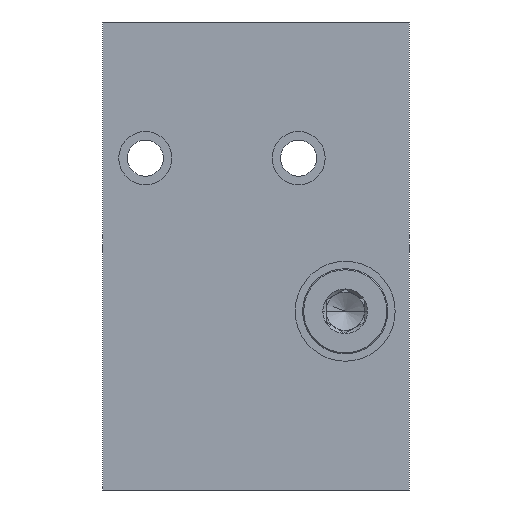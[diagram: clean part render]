
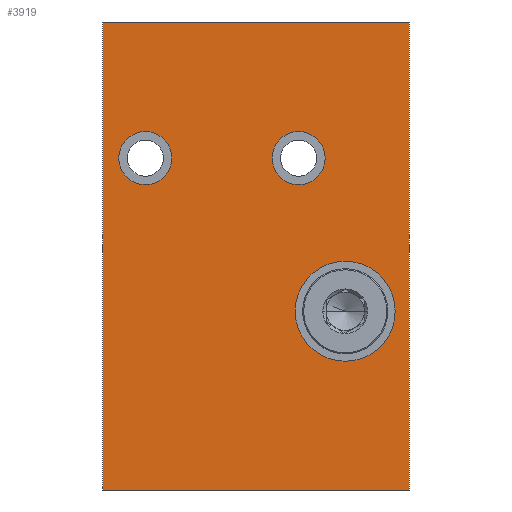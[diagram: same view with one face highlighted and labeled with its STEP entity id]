
A CAD part, front view. The second image highlights one B-rep face of the part: STEP entity #3919.
In plain terms, the highlighted planar face has unit normal (0, -1, 0).
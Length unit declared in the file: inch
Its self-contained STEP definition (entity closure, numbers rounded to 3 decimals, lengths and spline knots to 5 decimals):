
#5=DIRECTION('',(1.,0.,0.));
#6=VECTOR('',#5,4.5);
#7=CARTESIAN_POINT('',(0.,-3.438,0.));
#8=LINE('',#7,#6);
#1095=DIRECTION('',(1.,0.,0.));
#1096=VECTOR('',#1095,4.5);
#1097=CARTESIAN_POINT('',(0.,-3.438,6.875));
#1098=LINE('',#1097,#1096);
#1179=DIRECTION('',(0.,0.,1.));
#1180=VECTOR('',#1179,6.875);
#1181=CARTESIAN_POINT('',(4.5,-3.438,0.));
#1182=LINE('',#1181,#1180);
#1183=DIRECTION('',(0.,0.,1.));
#1184=VECTOR('',#1183,6.875);
#1185=CARTESIAN_POINT('',(0.,-3.438,0.));
#1186=LINE('',#1185,#1184);
#1187=CARTESIAN_POINT('',(3.56,-3.438,2.626));
#1188=DIRECTION('',(0.,1.,0.));
#1189=DIRECTION('',(0.,0.,-1.));
#1190=AXIS2_PLACEMENT_3D('',#1187,#1188,#1189);
#1192=CARTESIAN_POINT('',(3.56,-3.438,2.626));
#1193=DIRECTION('',(0.,1.,0.));
#1194=DIRECTION('',(0.,0.,1.));
#1195=AXIS2_PLACEMENT_3D('',#1192,#1193,#1194);
#1197=CARTESIAN_POINT('',(2.876,-3.438,4.875));
#1198=DIRECTION('',(0.,1.,0.));
#1199=DIRECTION('',(0.,0.,-1.));
#1200=AXIS2_PLACEMENT_3D('',#1197,#1198,#1199);
#1202=CARTESIAN_POINT('',(2.876,-3.438,4.875));
#1203=DIRECTION('',(0.,1.,0.));
#1204=DIRECTION('',(0.,0.,1.));
#1205=AXIS2_PLACEMENT_3D('',#1202,#1203,#1204);
#1207=CARTESIAN_POINT('',(0.624,-3.438,4.875));
#1208=DIRECTION('',(0.,1.,0.));
#1209=DIRECTION('',(0.,0.,-1.));
#1210=AXIS2_PLACEMENT_3D('',#1207,#1208,#1209);
#1212=CARTESIAN_POINT('',(0.624,-3.438,4.875));
#1213=DIRECTION('',(0.,1.,0.));
#1214=DIRECTION('',(0.,0.,1.));
#1215=AXIS2_PLACEMENT_3D('',#1212,#1213,#1214);
#2718=CARTESIAN_POINT('',(0.,-3.438,0.));
#2719=CARTESIAN_POINT('',(4.5,-3.438,0.));
#2720=VERTEX_POINT('',#2718);
#2721=VERTEX_POINT('',#2719);
#2727=CARTESIAN_POINT('',(0.,-3.438,6.875));
#2729=VERTEX_POINT('',#2727);
#2730=CARTESIAN_POINT('',(4.5,-3.438,6.875));
#2731=VERTEX_POINT('',#2730);
#2899=CARTESIAN_POINT('',(3.56,-3.438,1.8915));
#2900=CARTESIAN_POINT('',(3.56,-3.438,3.3605));
#2901=VERTEX_POINT('',#2899);
#2902=VERTEX_POINT('',#2900);
#2929=CARTESIAN_POINT('',(2.876,-3.438,4.4845));
#2930=CARTESIAN_POINT('',(2.876,-3.438,5.2655));
#2931=VERTEX_POINT('',#2929);
#2932=VERTEX_POINT('',#2930);
#2941=CARTESIAN_POINT('',(0.624,-3.438,4.4845));
#2942=CARTESIAN_POINT('',(0.624,-3.438,5.2655));
#2943=VERTEX_POINT('',#2941);
#2944=VERTEX_POINT('',#2942);
#3890=CARTESIAN_POINT('',(0.,-3.438,0.));
#3891=DIRECTION('',(0.,-1.,0.));
#3892=DIRECTION('',(1.,0.,0.));
#3893=AXIS2_PLACEMENT_3D('',#3890,#3891,#3892);
#3894=PLANE('',#3893);
#3895=ORIENTED_EDGE('',*,*,#3077,.F.);
#3896=ORIENTED_EDGE('',*,*,#3838,.T.);
#3897=ORIENTED_EDGE('',*,*,#3807,.T.);
#3898=ORIENTED_EDGE('',*,*,#3883,.F.);
#3899=EDGE_LOOP('',(#3895,#3896,#3897,#3898));
#3900=FACE_OUTER_BOUND('',#3899,.F.);
#3902=ORIENTED_EDGE('',*,*,#3901,.F.);
#3904=ORIENTED_EDGE('',*,*,#3903,.F.);
#3905=EDGE_LOOP('',(#3902,#3904));
#3906=FACE_BOUND('',#3905,.F.);
#3908=ORIENTED_EDGE('',*,*,#3907,.F.);
#3910=ORIENTED_EDGE('',*,*,#3909,.F.);
#3911=EDGE_LOOP('',(#3908,#3910));
#3912=FACE_BOUND('',#3911,.F.);
#3914=ORIENTED_EDGE('',*,*,#3913,.F.);
#3916=ORIENTED_EDGE('',*,*,#3915,.F.);
#3917=EDGE_LOOP('',(#3914,#3916));
#3918=FACE_BOUND('',#3917,.F.);
#3919=ADVANCED_FACE('',(#3900,#3906,#3912,#3918),#3894,.T.);
#1191=CIRCLE('',#1190,0.7345);
#1196=CIRCLE('',#1195,0.7345);
#1201=CIRCLE('',#1200,0.3905);
#1206=CIRCLE('',#1205,0.3905);
#1211=CIRCLE('',#1210,0.3905);
#1216=CIRCLE('',#1215,0.3905);
#3077=EDGE_CURVE('',#2720,#2721,#8,.T.);
#3807=EDGE_CURVE('',#2729,#2731,#1098,.T.);
#3838=EDGE_CURVE('',#2720,#2729,#1186,.T.);
#3883=EDGE_CURVE('',#2721,#2731,#1182,.T.);
#3901=EDGE_CURVE('',#2901,#2902,#1191,.T.);
#3903=EDGE_CURVE('',#2902,#2901,#1196,.T.);
#3907=EDGE_CURVE('',#2931,#2932,#1201,.T.);
#3909=EDGE_CURVE('',#2932,#2931,#1206,.T.);
#3913=EDGE_CURVE('',#2943,#2944,#1211,.T.);
#3915=EDGE_CURVE('',#2944,#2943,#1216,.T.);
